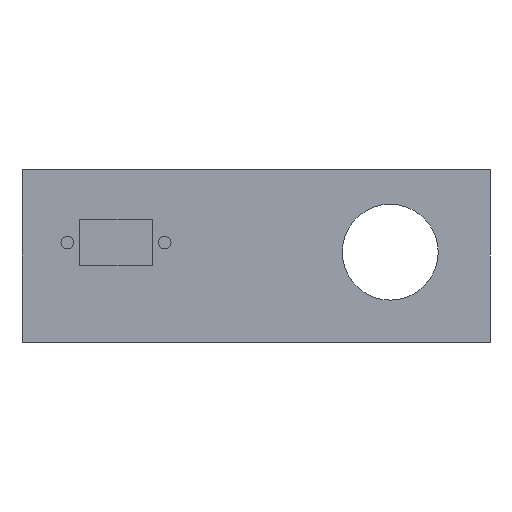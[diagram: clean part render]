
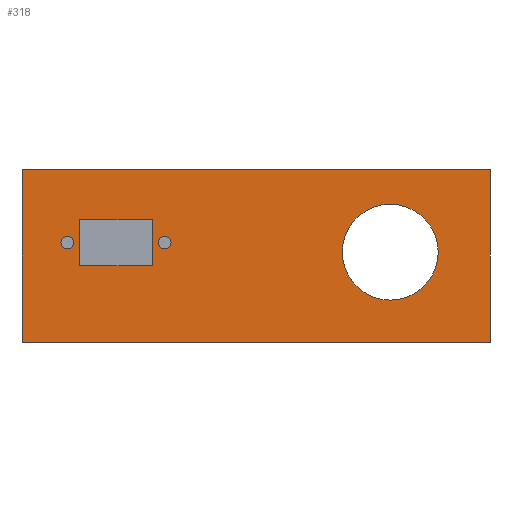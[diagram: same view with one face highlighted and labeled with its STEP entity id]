
A CAD part, left-side view. The second image highlights one B-rep face of the part: STEP entity #318.
In plain terms, the highlighted planar face has unit normal (-1, 0, 0).
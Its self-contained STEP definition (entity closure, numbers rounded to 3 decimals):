
#20 = CARTESIAN_POINT ( 'NONE',  ( -90., 46., 32. ) ) ;
#38 = ORIENTED_EDGE ( 'NONE', *, *, #476, .F. ) ;
#43 = CARTESIAN_POINT ( 'NONE',  ( -90., -22.5, 23.5 ) ) ;
#50 = AXIS2_PLACEMENT_3D ( 'NONE', #640, #1586, #222 ) ;
#55 = DIRECTION ( 'NONE',  ( 1., 0., 0. ) ) ;
#76 = CARTESIAN_POINT ( 'NONE',  ( -90., 61., 0. ) ) ;
#83 = ORIENTED_EDGE ( 'NONE', *, *, #2013, .T. ) ;
#112 = CARTESIAN_POINT ( 'NONE',  ( -90., 61., 45. ) ) ;
#121 = VECTOR ( 'NONE', #2146, 1000. ) ;
#144 = DIRECTION ( 'NONE',  ( 0., -1., 0. ) ) ;
#153 = FACE_BOUND ( 'NONE', #677, .T. ) ;
#178 = CARTESIAN_POINT ( 'NONE',  ( -90., 46., 20. ) ) ;
#185 = ORIENTED_EDGE ( 'NONE', *, *, #1243, .T. ) ;
#221 = VECTOR ( 'NONE', #2157, 1000. ) ;
#222 = DIRECTION ( 'NONE',  ( 0., 1., 0. ) ) ;
#243 = LINE ( 'NONE', #1084, #1635 ) ;
#268 = EDGE_LOOP ( 'NONE', ( #1819, #1249 ) ) ;
#287 = LINE ( 'NONE', #2542, #221 ) ;
#311 = DIRECTION ( 'NONE',  ( 1., 0., 0. ) ) ;
#312 = CARTESIAN_POINT ( 'NONE',  ( -90., 23.8, 26. ) ) ;
#318 = ADVANCED_FACE ( 'NONE', ( #2529, #944, #153, #2156, #1119 ), #1900, .F. ) ;
#342 = DIRECTION ( 'NONE',  ( 0., 0., -1. ) ) ;
#360 = CARTESIAN_POINT ( 'NONE',  ( -90., -61., 45. ) ) ;
#367 = VERTEX_POINT ( 'NONE', #913 ) ;
#382 = CIRCLE ( 'NONE', #2169, 12.5 ) ;
#384 = EDGE_LOOP ( 'NONE', ( #2097, #1971 ) ) ;
#423 = CARTESIAN_POINT ( 'NONE',  ( -90., 61., 45. ) ) ;
#442 = DIRECTION ( 'NONE',  ( -1., 0., 0. ) ) ;
#471 = LINE ( 'NONE', #76, #1767 ) ;
#476 = EDGE_CURVE ( 'NONE', #1990, #2246, #1106, .T. ) ;
#480 = EDGE_CURVE ( 'NONE', #1064, #2526, #2503, .T. ) ;
#509 = CARTESIAN_POINT ( 'NONE',  ( -90., 61., 45. ) ) ;
#511 = CARTESIAN_POINT ( 'NONE',  ( -90., 56., 32. ) ) ;
#516 = CARTESIAN_POINT ( 'NONE',  ( -90., 22.15, 26. ) ) ;
#530 = DIRECTION ( 'NONE',  ( 0., -1., 0. ) ) ;
#546 = CIRCLE ( 'NONE', #664, 1.65 ) ;
#561 = CARTESIAN_POINT ( 'NONE',  ( -90., 47.55, 26. ) ) ;
#634 = LINE ( 'NONE', #2022, #1962 ) ;
#640 = CARTESIAN_POINT ( 'NONE',  ( -90., 49.2, 26. ) ) ;
#664 = AXIS2_PLACEMENT_3D ( 'NONE', #2349, #709, #1153 ) ;
#677 = EDGE_LOOP ( 'NONE', ( #185, #2443, #1467, #763 ) ) ;
#698 = VERTEX_POINT ( 'NONE', #1195 ) ;
#709 = DIRECTION ( 'NONE',  ( 1., 0., 0. ) ) ;
#716 = CARTESIAN_POINT ( 'NONE',  ( -90., 27., 32. ) ) ;
#737 = AXIS2_PLACEMENT_3D ( 'NONE', #509, #311, #1694 ) ;
#744 = VERTEX_POINT ( 'NONE', #43 ) ;
#763 = ORIENTED_EDGE ( 'NONE', *, *, #2320, .T. ) ;
#782 = EDGE_CURVE ( 'NONE', #1139, #952, #1490, .T. ) ;
#844 = EDGE_CURVE ( 'NONE', #744, #367, #382, .T. ) ;
#873 = CARTESIAN_POINT ( 'NONE',  ( -90., -35., 23.5 ) ) ;
#877 = CARTESIAN_POINT ( 'NONE',  ( -90., 27., 3. ) ) ;
#888 = LINE ( 'NONE', #877, #2011 ) ;
#913 = CARTESIAN_POINT ( 'NONE',  ( -90., -47.5, 23.5 ) ) ;
#944 = FACE_BOUND ( 'NONE', #384, .T. ) ;
#952 = VERTEX_POINT ( 'NONE', #1103 ) ;
#970 = CARTESIAN_POINT ( 'NONE',  ( -90., -35., 23.5 ) ) ;
#973 = CARTESIAN_POINT ( 'NONE',  ( -90., 25.45, 26. ) ) ;
#982 = EDGE_CURVE ( 'NONE', #1990, #1262, #1943, .T. ) ;
#1031 = CARTESIAN_POINT ( 'NONE',  ( -90., 61., 0. ) ) ;
#1046 = DIRECTION ( 'NONE',  ( 0., -1., 0. ) ) ;
#1064 = VERTEX_POINT ( 'NONE', #20 ) ;
#1066 = VERTEX_POINT ( 'NONE', #973 ) ;
#1084 = CARTESIAN_POINT ( 'NONE',  ( -90., 56., 20. ) ) ;
#1103 = CARTESIAN_POINT ( 'NONE',  ( -90., 50.85, 26. ) ) ;
#1105 = DIRECTION ( 'NONE',  ( 1., 0., 0. ) ) ;
#1106 = LINE ( 'NONE', #1902, #2039 ) ;
#1113 = DIRECTION ( 'NONE',  ( -1., 0., 0. ) ) ;
#1119 = FACE_OUTER_BOUND ( 'NONE', #2422, .T. ) ;
#1139 = VERTEX_POINT ( 'NONE', #561 ) ;
#1153 = DIRECTION ( 'NONE',  ( 0., 1., 0. ) ) ;
#1195 = CARTESIAN_POINT ( 'NONE',  ( -90., 27., 20. ) ) ;
#1226 = ORIENTED_EDGE ( 'NONE', *, *, #2474, .F. ) ;
#1243 = EDGE_CURVE ( 'NONE', #1772, #1064, #634, .T. ) ;
#1248 = CIRCLE ( 'NONE', #50, 1.65 ) ;
#1249 = ORIENTED_EDGE ( 'NONE', *, *, #782, .T. ) ;
#1262 = VERTEX_POINT ( 'NONE', #1031 ) ;
#1288 = VECTOR ( 'NONE', #342, 1000. ) ;
#1333 = AXIS2_PLACEMENT_3D ( 'NONE', #2036, #55, #1447 ) ;
#1364 = ORIENTED_EDGE ( 'NONE', *, *, #844, .F. ) ;
#1385 = VERTEX_POINT ( 'NONE', #2507 ) ;
#1447 = DIRECTION ( 'NONE',  ( 0., 1., 0. ) ) ;
#1464 = AXIS2_PLACEMENT_3D ( 'NONE', #970, #1113, #530 ) ;
#1467 = ORIENTED_EDGE ( 'NONE', *, *, #2405, .T. ) ;
#1490 = CIRCLE ( 'NONE', #1333, 1.65 ) ;
#1545 = EDGE_CURVE ( 'NONE', #952, #1139, #1248, .T. ) ;
#1586 = DIRECTION ( 'NONE',  ( 1., 0., 0. ) ) ;
#1625 = ORIENTED_EDGE ( 'NONE', *, *, #2125, .F. ) ;
#1635 = VECTOR ( 'NONE', #1845, 1000. ) ;
#1637 = DIRECTION ( 'NONE',  ( 0., -1., 0. ) ) ;
#1669 = EDGE_LOOP ( 'NONE', ( #1226, #1364 ) ) ;
#1676 = DIRECTION ( 'NONE',  ( 0., 0., -1. ) ) ;
#1694 = DIRECTION ( 'NONE',  ( 0., 1., 0. ) ) ;
#1767 = VECTOR ( 'NONE', #1637, 1000. ) ;
#1772 = VERTEX_POINT ( 'NONE', #178 ) ;
#1819 = ORIENTED_EDGE ( 'NONE', *, *, #1545, .T. ) ;
#1845 = DIRECTION ( 'NONE',  ( 0., 1., 0. ) ) ;
#1880 = AXIS2_PLACEMENT_3D ( 'NONE', #312, #1105, #1901 ) ;
#1900 = PLANE ( 'NONE',  #737 ) ;
#1901 = DIRECTION ( 'NONE',  ( 0., 1., 0. ) ) ;
#1902 = CARTESIAN_POINT ( 'NONE',  ( -90., 61., 45. ) ) ;
#1943 = LINE ( 'NONE', #112, #1288 ) ;
#1962 = VECTOR ( 'NONE', #2444, 1000. ) ;
#1971 = ORIENTED_EDGE ( 'NONE', *, *, #2173, .T. ) ;
#1990 = VERTEX_POINT ( 'NONE', #423 ) ;
#2011 = VECTOR ( 'NONE', #1676, 1000. ) ;
#2013 = EDGE_CURVE ( 'NONE', #1262, #1385, #471, .T. ) ;
#2022 = CARTESIAN_POINT ( 'NONE',  ( -90., 46., 3. ) ) ;
#2036 = CARTESIAN_POINT ( 'NONE',  ( -90., 49.2, 26. ) ) ;
#2039 = VECTOR ( 'NONE', #144, 1000. ) ;
#2089 = CIRCLE ( 'NONE', #1880, 1.65 ) ;
#2097 = ORIENTED_EDGE ( 'NONE', *, *, #2250, .T. ) ;
#2125 = EDGE_CURVE ( 'NONE', #2246, #1385, #287, .T. ) ;
#2146 = DIRECTION ( 'NONE',  ( 0., -1., 0. ) ) ;
#2156 = FACE_BOUND ( 'NONE', #1669, .T. ) ;
#2157 = DIRECTION ( 'NONE',  ( 0., 0., -1. ) ) ;
#2169 = AXIS2_PLACEMENT_3D ( 'NONE', #873, #442, #1046 ) ;
#2173 = EDGE_CURVE ( 'NONE', #2552, #1066, #546, .T. ) ;
#2246 = VERTEX_POINT ( 'NONE', #360 ) ;
#2250 = EDGE_CURVE ( 'NONE', #1066, #2552, #2089, .T. ) ;
#2256 = CIRCLE ( 'NONE', #1464, 12.5 ) ;
#2320 = EDGE_CURVE ( 'NONE', #698, #1772, #243, .T. ) ;
#2349 = CARTESIAN_POINT ( 'NONE',  ( -90., 23.8, 26. ) ) ;
#2405 = EDGE_CURVE ( 'NONE', #2526, #698, #888, .T. ) ;
#2422 = EDGE_LOOP ( 'NONE', ( #83, #1625, #38, #2466 ) ) ;
#2443 = ORIENTED_EDGE ( 'NONE', *, *, #480, .T. ) ;
#2444 = DIRECTION ( 'NONE',  ( 0., 0., 1. ) ) ;
#2466 = ORIENTED_EDGE ( 'NONE', *, *, #982, .T. ) ;
#2474 = EDGE_CURVE ( 'NONE', #367, #744, #2256, .T. ) ;
#2503 = LINE ( 'NONE', #511, #121 ) ;
#2507 = CARTESIAN_POINT ( 'NONE',  ( -90., -61., 0. ) ) ;
#2526 = VERTEX_POINT ( 'NONE', #716 ) ;
#2529 = FACE_BOUND ( 'NONE', #268, .T. ) ;
#2542 = CARTESIAN_POINT ( 'NONE',  ( -90., -61., 45. ) ) ;
#2552 = VERTEX_POINT ( 'NONE', #516 ) ;
